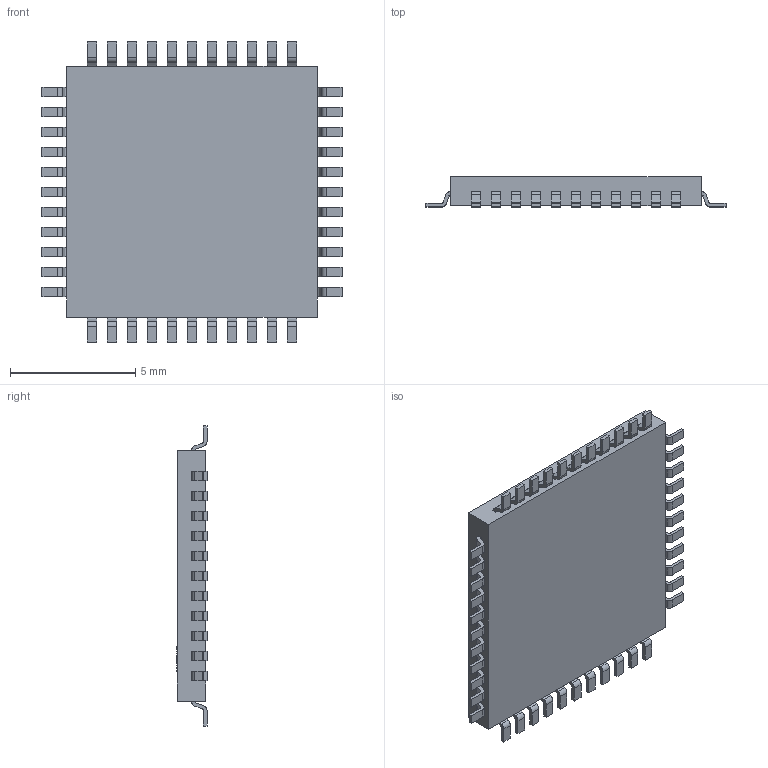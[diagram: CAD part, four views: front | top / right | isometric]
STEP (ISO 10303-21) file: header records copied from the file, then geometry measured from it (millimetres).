
FILE_DESCRIPTION (( 'STEP AP214' ), '1' );
FILE_NAME ( 'QFP80P1200X1200X120-44N.step', '2017-9-8T13:41:6', ( '' ), ( '' ), 'EDABuilder', 'EMA Design Automation', '' );
FILE_SCHEMA (( 'AUTOMOTIVE_DESIGN' ));
Length unit declared in the file: millimetre
Products named in the file (1): face1_BC
Bounding box: 12 x 1.2 x 12 mm (x, y, z)
Volume: 118.4 mm3; surface area: 311.3 mm2
Topology: 46 solids, 46 shells, 625 faces, 1599 edges, 1066 vertices
Faces by surface type: plane 448, cylinder 177
Full cylindrical faces by diameter (mm): 0.995 x1
Entity records: 19788 total; most frequent: CARTESIAN_POINT 3336, DIRECTION 3296, ORIENTED_EDGE 3196, EDGE_CURVE 1598, LINE 1244, VECTOR 1244, VERTEX_POINT 1066, AXIS2_PLACEMENT_3D 1026
